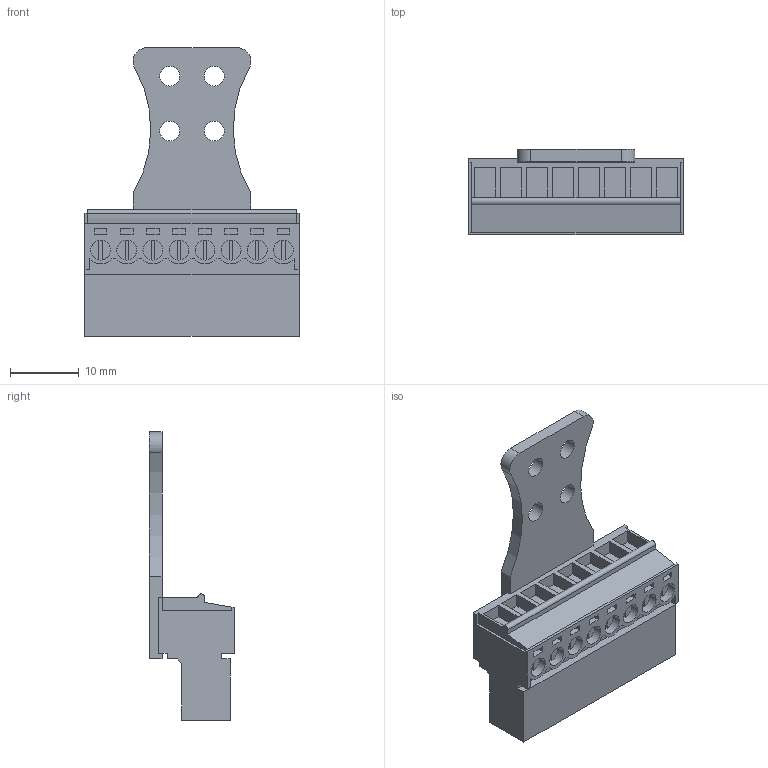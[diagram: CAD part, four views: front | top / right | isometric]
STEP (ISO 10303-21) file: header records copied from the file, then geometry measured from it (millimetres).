
FILE_DESCRIPTION(('CATIA V5 STEP Exchange','CAx-IF Rec.Pracs.--- Model Styling and Organization---1.2---2011-12-15'),'2;1');
FILE_NAME ('D1448157_0', '2018-05-11T14:36:01+00:00', ('none'), ('Weidmueller'), 'CATIA Version 5-6 Release 2014', 'CATIA V5 STEP AP214', 'none');
FILE_SCHEMA(('AUTOMOTIVE_DESIGN { 1 0 10303 214 1 1 1 1 }'));
Length unit declared in the file: millimetre
Products named in the file (1): 1071740000
Bounding box: 31.27 x 12.45 x 42.1 mm (x, y, z)
Volume: 4319.2 mm3; surface area: 5812.7 mm2
Topology: 18 solids, 18 shells, 523 faces, 1355 edges, 908 vertices
Faces by surface type: plane 446, cylinder 77
Entity records: 14978 total; most frequent: ORIENTED_EDGE 2710, CARTESIAN_POINT 2681, DIRECTION 1892, EDGE_CURVE 1355, VECTOR 1121, LINE 1121, VERTEX_POINT 908, EDGE_LOOP 571
